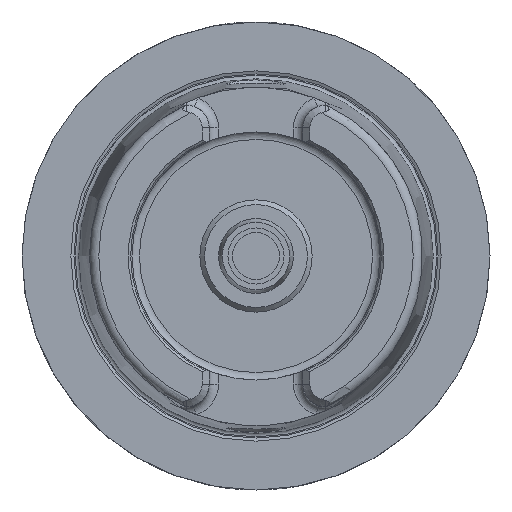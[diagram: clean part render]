
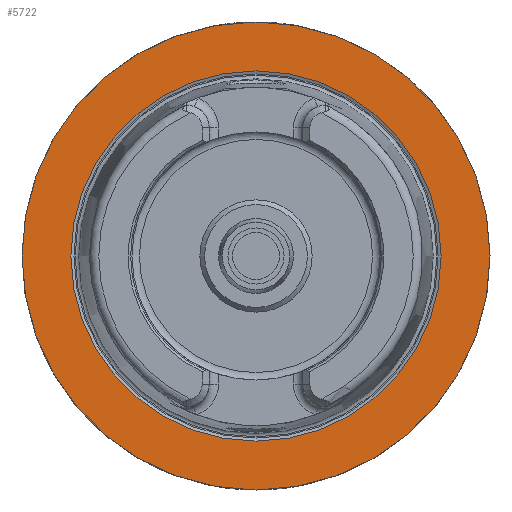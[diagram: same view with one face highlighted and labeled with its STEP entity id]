
A CAD part, left-side view. The second image highlights one B-rep face of the part: STEP entity #5722.
In plain terms, the highlighted planar face has unit normal (-1, 0, 0).
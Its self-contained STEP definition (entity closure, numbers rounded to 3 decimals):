
#4838=CARTESIAN_POINT('',(0.,50.0,0.0));
#4839=VERTEX_POINT('',#4838);
#4840=CARTESIAN_POINT('',(0.,0.,0.0));
#4841=DIRECTION('',(1.0,0.0,0.0));
#4842=DIRECTION('',(0.0,1.0,0.0));
#4843=AXIS2_PLACEMENT_3D('',#4840,#4841,#4842);
#4844=CIRCLE('',#4843,50.0);
#4845=EDGE_CURVE('',#4839,#4839,#4844,.T.);
#5696=CARTESIAN_POINT('',(0.,39.55,0.0));
#5697=VERTEX_POINT('',#5696);
#5698=CARTESIAN_POINT('',(0.,0.,0.0));
#5699=DIRECTION('',(1.0,0.0,0.0));
#5700=DIRECTION('',(0.0,1.0,0.0));
#5701=AXIS2_PLACEMENT_3D('',#5698,#5699,#5700);
#5702=CIRCLE('',#5701,39.55);
#5703=EDGE_CURVE('',#5697,#5697,#5702,.T.);
#5711=CARTESIAN_POINT('',(0.,44.775,0.0));
#5712=DIRECTION('',(-1.0,0.0,0.0));
#5713=DIRECTION('',(0.0,0.0,1.0));
#5714=AXIS2_PLACEMENT_3D('',#5711,#5712,#5713);
#5715=PLANE('',#5714);
#5716=ORIENTED_EDGE('',*,*,#4845,.F.);
#5717=EDGE_LOOP('',(#5716));
#5718=FACE_OUTER_BOUND('',#5717,.T.);
#5719=ORIENTED_EDGE('',*,*,#5703,.T.);
#5720=EDGE_LOOP('',(#5719));
#5721=FACE_BOUND('',#5720,.T.);
#5722=ADVANCED_FACE('',(#5718,#5721),#5715,.T.);
